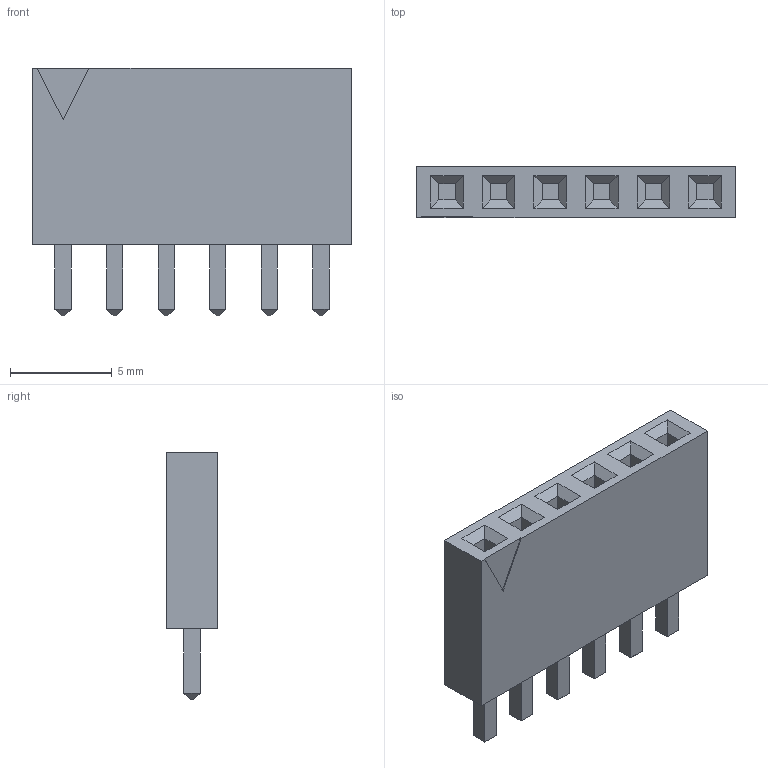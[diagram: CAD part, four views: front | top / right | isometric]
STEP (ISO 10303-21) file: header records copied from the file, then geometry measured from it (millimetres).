
FILE_DESCRIPTION(('FreeCAD Model'),'2;1');
FILE_NAME('642028.2.1.stp','2020-07-21T10:18:14',( 'Author'),(''),'Open CASCADE STEP processor 6.9','FreeCAD','Unknown' );
FILE_SCHEMA(('AUTOMOTIVE_DESIGN { 1 0 10303 214 1 1 1 1 }'));
Length unit declared in the file: millimetre
Products named in the file (3): ASSEMBLY; Body; LeadsArray
Assembly tree (2 placements, depth 2):
  ASSEMBLY
    Body
    LeadsArray
Bounding box: 15.74 x 2.54 x 12.2 mm (x, y, z)
Volume: 338.3 mm3; surface area: 632.6 mm2
Topology: 7 solids, 7 shells, 123 faces, 261 edges, 158 vertices
Faces by surface type: plane 123
Entity records: 6665 total; most frequent: CARTESIAN_POINT 1067, DIRECTION 1035, LINE 783, VECTOR 783, ORIENTED_EDGE 522, PCURVE 522, DEFINITIONAL_REPRESENTATION 522, EDGE_CURVE 261
